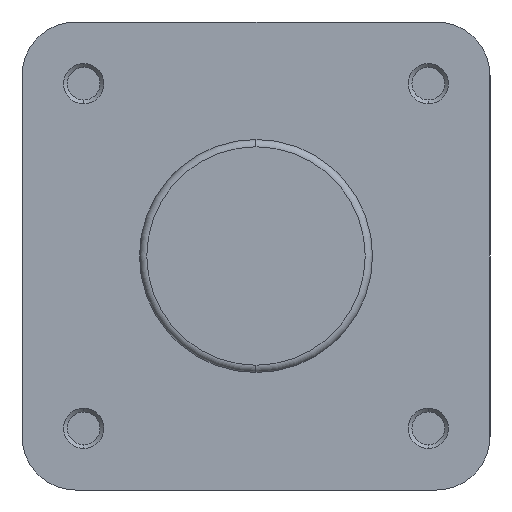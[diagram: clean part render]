
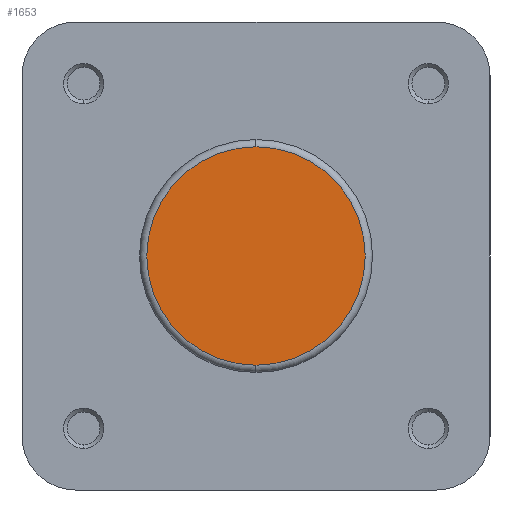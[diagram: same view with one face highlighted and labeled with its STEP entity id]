
A CAD part, left-side view. The second image highlights one B-rep face of the part: STEP entity #1653.
In plain terms, the highlighted planar face has unit normal (-1, 0, 0).
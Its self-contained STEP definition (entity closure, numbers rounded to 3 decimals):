
#426 = EDGE_LOOP ( 'NONE', ( #1280, #1263 ) ) ;
#897 = FACE_OUTER_BOUND ( 'NONE', #426, .T. ) ;
#1124 = CIRCLE ( 'NONE', #3000, 22.4 ) ;
#1263 = ORIENTED_EDGE ( 'NONE', *, *, #2594, .T. ) ;
#1280 = ORIENTED_EDGE ( 'NONE', *, *, #2647, .T. ) ;
#1653 = ADVANCED_FACE ( 'NONE', ( #897 ), #3372, .F. ) ;
#1834 = VERTEX_POINT ( 'NONE', #3802 ) ;
#1868 = VERTEX_POINT ( 'NONE', #3832 ) ;
#2594 = EDGE_CURVE ( 'NONE', #1834, #1868, #1124, .T. ) ;
#2647 = EDGE_CURVE ( 'NONE', #1868, #1834, #4699, .T. ) ;
#2950 = AXIS2_PLACEMENT_3D ( 'NONE', #3379, #3387, #3388 ) ;
#3000 = AXIS2_PLACEMENT_3D ( 'NONE', #4144, #4145, #4146 ) ;
#3094 = AXIS2_PLACEMENT_3D ( 'NONE', #4271, #4278, #4279 ) ;
#3372 = PLANE ( 'NONE',  #2950 ) ;
#3379 = CARTESIAN_POINT ( 'NONE',  ( 0., 23.9, 0. ) ) ;
#3387 = DIRECTION ( 'NONE',  ( 1., 0., 0. ) ) ;
#3388 = DIRECTION ( 'NONE',  ( 0., 0., -1. ) ) ;
#3802 = CARTESIAN_POINT ( 'NONE',  ( 0., 0., 22.4 ) ) ;
#3832 = CARTESIAN_POINT ( 'NONE',  ( 0., 0., -22.4 ) ) ;
#4144 = CARTESIAN_POINT ( 'NONE',  ( 0., 0., 0. ) ) ;
#4145 = DIRECTION ( 'NONE',  ( -1., 0., 0. ) ) ;
#4146 = DIRECTION ( 'NONE',  ( 0., 0., -1. ) ) ;
#4271 = CARTESIAN_POINT ( 'NONE',  ( 0., 0., 0. ) ) ;
#4278 = DIRECTION ( 'NONE',  ( -1., 0., 0. ) ) ;
#4279 = DIRECTION ( 'NONE',  ( 0., 0., -1. ) ) ;
#4699 = CIRCLE ( 'NONE', #3094, 22.4 ) ;
